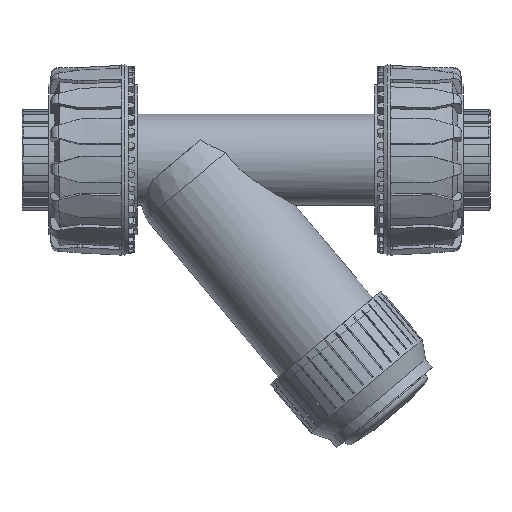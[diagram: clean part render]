
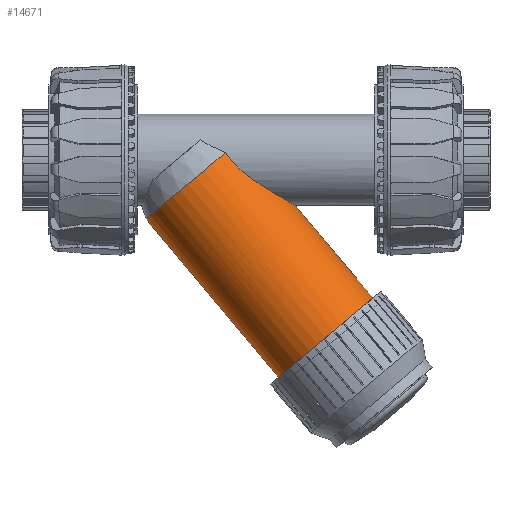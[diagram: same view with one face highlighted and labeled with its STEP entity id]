
A CAD part, front view. The second image highlights one B-rep face of the part: STEP entity #14671.
In plain terms, the highlighted cylindrical face has radius 20.95 mm (diameter 41.9 mm), a full revolution.
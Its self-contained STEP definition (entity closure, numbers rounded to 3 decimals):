
#2361=FACE_BOUND($,#3815,.T.);
#2395=B_SPLINE_CURVE_WITH_KNOTS($,3,(#21957,#21958,#21959,#21960,#21961,
#21962,#21963,#21964,#21965,#21966,#21967,#21968,#21969,#21970,#21971,#21972,
#21973,#21974,#21975),.UNSPECIFIED.,.F.,.F.,(4,2,2,2,2,2,2,3,4),(8.116,
8.429,8.741,9.366,9.873,10.379,
10.857,11.335,11.638),.UNSPECIFIED.);
#2396=B_SPLINE_CURVE_WITH_KNOTS($,3,(#21978,#21979,#21980,#21981,#21982,
#21983,#21984,#21985,#21986,#21987,#21988,#21989,#21990,#21991,#21992,#21993,
#21994,#21995),.UNSPECIFIED.,.F.,.F.,(4,2,2,2,2,2,2,2,4),(-6.74,
-6.437,-5.959,-5.481,-4.975,
-4.469,-3.844,-3.531,-3.218),
 .UNSPECIFIED.);
#2733=CYLINDRICAL_SURFACE($,#15550,20.95);
#2954=FACE_OUTER_BOUND($,#3814,.T.);
#3814=EDGE_LOOP($,(#9530));
#3815=EDGE_LOOP($,(#9531,#9532,#9533));
#4684=CIRCLE($,#15534,20.95);
#4693=CIRCLE($,#15551,20.95);
#5598=VERTEX_POINT($,#21929);
#5607=VERTEX_POINT($,#21955);
#5608=VERTEX_POINT($,#21956);
#5609=VERTEX_POINT($,#21976);
#7146=EDGE_CURVE($,#5598,#5598,#4684,.T.);
#7155=EDGE_CURVE($,#5607,#5608,#2395,.T.);
#7156=EDGE_CURVE($,#5609,#5608,#4693,.T.);
#7157=EDGE_CURVE($,#5609,#5607,#2396,.T.);
#9530=ORIENTED_EDGE($,*,*,#7146,.F.);
#9531=ORIENTED_EDGE($,*,*,#7155,.T.);
#9532=ORIENTED_EDGE($,*,*,#7156,.F.);
#9533=ORIENTED_EDGE($,*,*,#7157,.T.);
#14671=ADVANCED_FACE($,(#2954,#2361),#2733,.T.);
#15534=AXIS2_PLACEMENT_3D($,#21930,#17327,#17328);
#15550=AXIS2_PLACEMENT_3D($,#21954,#17359,#17360);
#15551=AXIS2_PLACEMENT_3D($,#21977,#17361,#17362);
#17327=DIRECTION('center_axis',(0.643,0.,
0.766));
#17328=DIRECTION('ref_axis',(-0.766,0.,0.643));
#17359=DIRECTION('center_axis',(-0.643,0.,-0.766));
#17360=DIRECTION('ref_axis',(-0.766,0.,0.643));
#17361=DIRECTION('center_axis',(-0.643,0.,-0.766));
#17362=DIRECTION('ref_axis',(-0.766,0.,0.643));
#21929=CARTESIAN_POINT('',(101.133,0.,59.88));
#21930=CARTESIAN_POINT('Origin',(85.085,0.,
73.347));
#21954=CARTESIAN_POINT('Origin',(55.112,0.,37.626));
#21955=CARTESIAN_POINT('',(74.659,0.,28.329));
#21956=CARTESIAN_POINT('',(50.889,15.296,10.324));
#21957=CARTESIAN_POINT('Ctrl Pts',(74.659,0.,
28.329));
#21958=CARTESIAN_POINT('Ctrl Pts',(74.659,1.042,28.329));
#21959=CARTESIAN_POINT('Ctrl Pts',(74.469,2.046,28.224));
#21960=CARTESIAN_POINT('Ctrl Pts',(73.795,3.949,27.849));
#21961=CARTESIAN_POINT('Ctrl Pts',(73.31,4.848,27.579));
#21962=CARTESIAN_POINT('Ctrl Pts',(71.563,7.35,26.593));
#21963=CARTESIAN_POINT('Ctrl Pts',(70.001,8.756,25.698));
#21964=CARTESIAN_POINT('Ctrl Pts',(67.245,10.743,24.061));
#21965=CARTESIAN_POINT('Ctrl Pts',(65.832,11.575,23.203));
#21966=CARTESIAN_POINT('Ctrl Pts',(62.956,12.989,21.366));
#21967=CARTESIAN_POINT('Ctrl Pts',(61.493,13.573,20.387));
#21968=CARTESIAN_POINT('Ctrl Pts',(58.923,14.443,18.542));
#21969=CARTESIAN_POINT('Ctrl Pts',(57.564,14.822,17.508));
#21970=CARTESIAN_POINT('Ctrl Pts',(54.964,15.351,15.263));
#21971=CARTESIAN_POINT('Ctrl Pts',(53.727,15.5,14.049));
#21972=CARTESIAN_POINT('Ctrl Pts',(52.703,15.5,12.829));
#21973=CARTESIAN_POINT('Ctrl Pts',(52.054,15.5,12.055));
#21974=CARTESIAN_POINT('Ctrl Pts',(51.431,15.442,11.211));
#21975=CARTESIAN_POINT('Ctrl Pts',(50.889,15.296,10.324));
#21976=CARTESIAN_POINT('',(50.889,-15.296,10.324));
#21977=CARTESIAN_POINT('Origin',(39.923,0.,19.525));
#21978=CARTESIAN_POINT('Ctrl Pts',(50.889,-15.296,10.324));
#21979=CARTESIAN_POINT('Ctrl Pts',(51.431,-15.442,11.211));
#21980=CARTESIAN_POINT('Ctrl Pts',(52.054,-15.5,12.055));
#21981=CARTESIAN_POINT('Ctrl Pts',(53.727,-15.5,14.049));
#21982=CARTESIAN_POINT('Ctrl Pts',(54.964,-15.351,15.263));
#21983=CARTESIAN_POINT('Ctrl Pts',(57.564,-14.822,17.508));
#21984=CARTESIAN_POINT('Ctrl Pts',(58.923,-14.443,18.542));
#21985=CARTESIAN_POINT('Ctrl Pts',(61.493,-13.573,20.387));
#21986=CARTESIAN_POINT('Ctrl Pts',(62.956,-12.989,21.366));
#21987=CARTESIAN_POINT('Ctrl Pts',(65.832,-11.575,23.203));
#21988=CARTESIAN_POINT('Ctrl Pts',(67.245,-10.743,24.061));
#21989=CARTESIAN_POINT('Ctrl Pts',(70.001,-8.756,25.698));
#21990=CARTESIAN_POINT('Ctrl Pts',(71.563,-7.35,26.593));
#21991=CARTESIAN_POINT('Ctrl Pts',(73.31,-4.848,27.579));
#21992=CARTESIAN_POINT('Ctrl Pts',(73.795,-3.949,27.849));
#21993=CARTESIAN_POINT('Ctrl Pts',(74.469,-2.046,28.224));
#21994=CARTESIAN_POINT('Ctrl Pts',(74.659,-1.042,28.329));
#21995=CARTESIAN_POINT('Ctrl Pts',(74.659,0.,
28.329));
